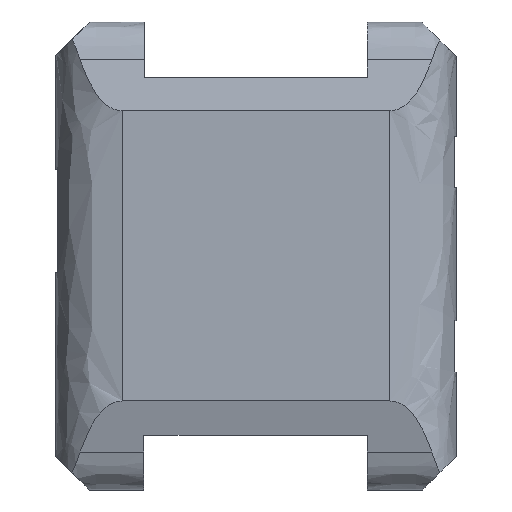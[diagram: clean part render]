
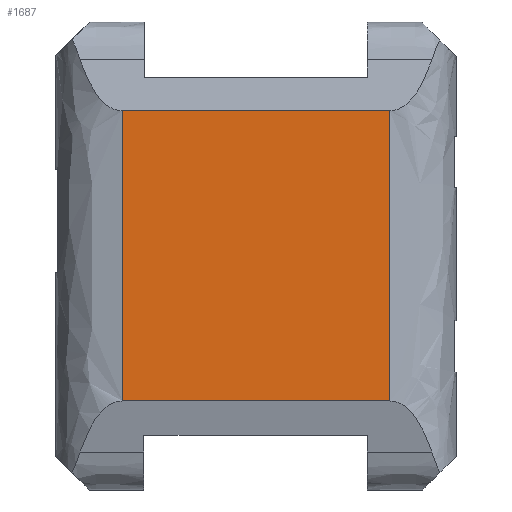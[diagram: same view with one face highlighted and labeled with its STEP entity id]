
A CAD part, top view. The second image highlights one B-rep face of the part: STEP entity #1687.
In plain terms, the highlighted planar face has unit normal (0, 0, 1).
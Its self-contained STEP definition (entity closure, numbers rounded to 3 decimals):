
#49=B_SPLINE_CURVE_WITH_KNOTS('',3,(#2540,#2541,#2542,#2543),
 .UNSPECIFIED.,.F.,.F.,(4,4),(0.501,3.112),
 .UNSPECIFIED.);
#60=B_SPLINE_CURVE_WITH_KNOTS('',3,(#2776,#2777,#2778,#2779),
 .UNSPECIFIED.,.F.,.F.,(4,4),(0.488,3.099),
 .UNSPECIFIED.);
#141=PLANE('',#1801);
#231=FACE_OUTER_BOUND('',#333,.T.);
#333=EDGE_LOOP('',(#1471,#1472,#1473,#1474));
#370=LINE('',#2359,#545);
#385=LINE('',#2643,#560);
#545=VECTOR('',#1877,10.);
#560=VECTOR('',#1904,10.);
#750=VERTEX_POINT('',#2347);
#751=VERTEX_POINT('',#2358);
#768=VERTEX_POINT('',#2529);
#778=VERTEX_POINT('',#2632);
#909=EDGE_CURVE('',#750,#751,#370,.T.);
#932=EDGE_CURVE('',#768,#750,#49,.T.);
#945=EDGE_CURVE('',#778,#768,#385,.T.);
#970=EDGE_CURVE('',#751,#778,#60,.T.);
#1471=ORIENTED_EDGE('',*,*,#932,.F.);
#1472=ORIENTED_EDGE('',*,*,#945,.F.);
#1473=ORIENTED_EDGE('',*,*,#970,.F.);
#1474=ORIENTED_EDGE('',*,*,#909,.F.);
#1687=ADVANCED_FACE('',(#231),#141,.T.);
#1801=AXIS2_PLACEMENT_3D('',#3075,#2146,#2147);
#1877=DIRECTION('',(1.,0.,0.));
#1904=DIRECTION('',(-1.,0.,0.));
#2146=DIRECTION('center_axis',(0.,0.,1.));
#2147=DIRECTION('ref_axis',(1.,0.,0.));
#2347=CARTESIAN_POINT('',(-12.1,13.324,7.));
#2358=CARTESIAN_POINT('',(11.936,13.324,7.));
#2359=CARTESIAN_POINT('',(-5.118,13.324,7.));
#2529=CARTESIAN_POINT('',(-12.1,-12.789,7.));
#2540=CARTESIAN_POINT('Ctrl Pts',(-12.1,-12.789,7.));
#2541=CARTESIAN_POINT('Ctrl Pts',(-12.1,-4.085,7.));
#2542=CARTESIAN_POINT('Ctrl Pts',(-12.1,4.619,7.));
#2543=CARTESIAN_POINT('Ctrl Pts',(-12.1,13.324,7.));
#2632=CARTESIAN_POINT('',(11.936,-12.789,7.));
#2643=CARTESIAN_POINT('',(-7.591,-12.789,7.));
#2776=CARTESIAN_POINT('Ctrl Pts',(11.936,13.324,7.));
#2777=CARTESIAN_POINT('Ctrl Pts',(11.936,4.619,7.));
#2778=CARTESIAN_POINT('Ctrl Pts',(11.936,-4.085,7.));
#2779=CARTESIAN_POINT('Ctrl Pts',(11.936,-12.789,7.));
#3075=CARTESIAN_POINT('Origin',(-0.082,0.267,7.));
